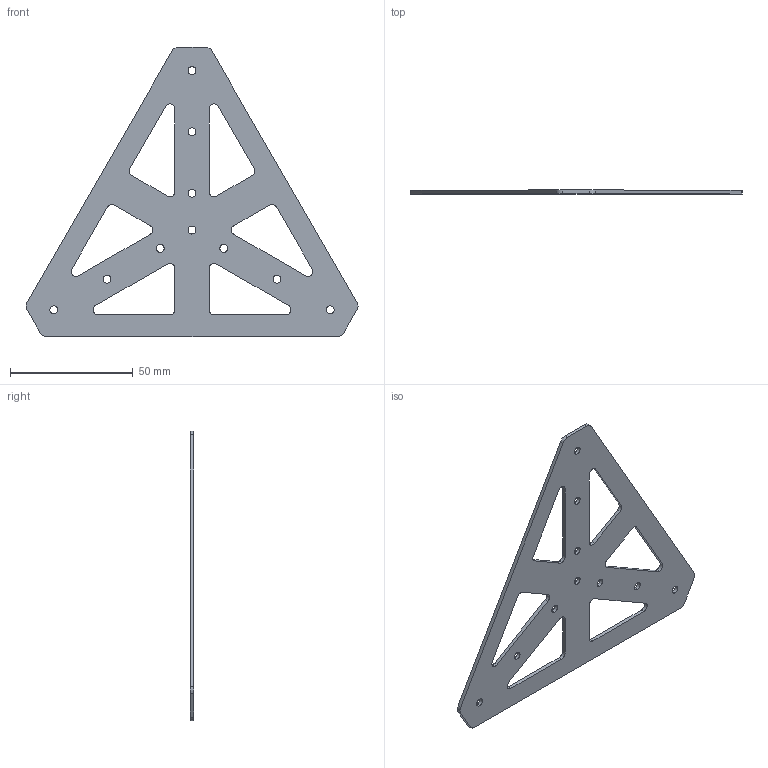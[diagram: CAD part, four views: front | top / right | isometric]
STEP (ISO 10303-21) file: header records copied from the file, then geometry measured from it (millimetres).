
FILE_DESCRIPTION (( 'STEP AP214' ), '1' );
FILE_NAME ('S24 Ó-ñîåäèíèòåëü 120 ãðàäóñîâ 75 ìì.STEP', '2019-11-15T11:52:34', ( 'Windows User' ), ( '' ), 'SwSTEP 2.0', 'SolidWorks 2019', '' );
FILE_SCHEMA (( 'AUTOMOTIVE_DESIGN' ));
Length unit declared in the file: millimetre
Products named in the file (1): S24 Ó-ñîåäèíèòåëü 120 ãðàäóñîâ 75 ìì
Bounding box: 135.32 x 1.5 x 118 mm (x, y, z)
Volume: 10430.2 mm3; surface area: 15503.4 mm2
Topology: 1 solids, 1 shells, 75 faces, 219 edges, 146 vertices
Faces by surface type: cylinder 49, plane 26
Entity records: 2629 total; most frequent: DIRECTION 469, CARTESIAN_POINT 441, ORIENTED_EDGE 438, EDGE_CURVE 219, AXIS2_PLACEMENT_3D 174, VERTEX_POINT 146, LINE 121, VECTOR 121
